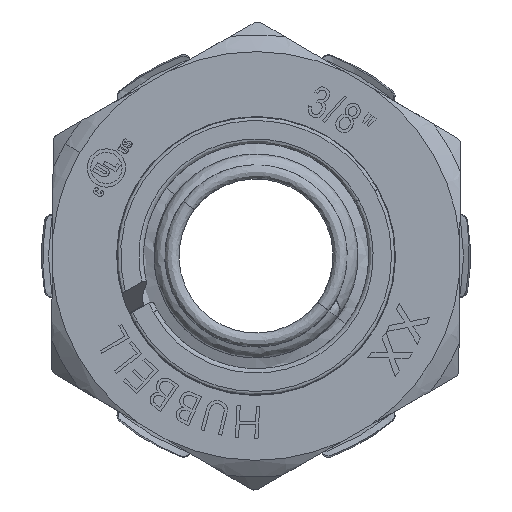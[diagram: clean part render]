
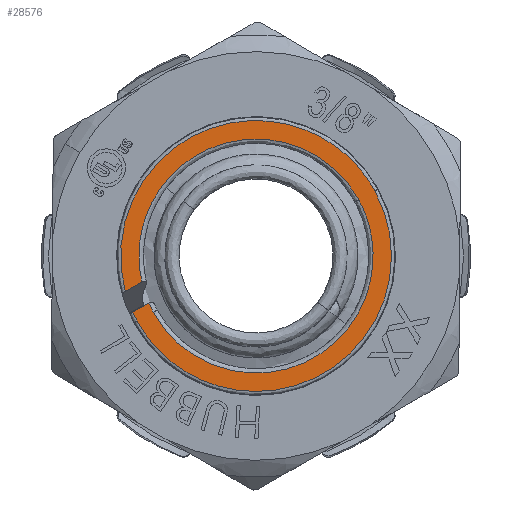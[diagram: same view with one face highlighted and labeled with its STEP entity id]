
A CAD part, left-side view. The second image highlights one B-rep face of the part: STEP entity #28576.
In plain terms, the highlighted planar face has unit normal (-1, 0, 0).
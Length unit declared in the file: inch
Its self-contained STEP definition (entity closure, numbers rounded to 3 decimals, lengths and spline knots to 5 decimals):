
#122 =( BOUNDED_CURVE ( )  B_SPLINE_CURVE ( 3, ( #28687, #24318, #2710, #33046 ),
 .UNSPECIFIED., .F., .F. ) 
 B_SPLINE_CURVE_WITH_KNOTS ( ( 4, 4 ),
 ( 0., 1. ),
 .UNSPECIFIED. ) 
 CURVE ( )  GEOMETRIC_REPRESENTATION_ITEM ( )  RATIONAL_B_SPLINE_CURVE ( ( 1., 0.333, 0.333, 1. ) ) 
 REPRESENTATION_ITEM ( '' )  );
#743 = VERTEX_POINT ( 'NONE', #27471 ) ;
#1034 = CARTESIAN_POINT ( 'NONE',  ( -0.0945, 0.70705, -0.35353 ) ) ;
#1142 = VERTEX_POINT ( 'NONE', #16275 ) ;
#2203 = ORIENTED_EDGE ( 'NONE', *, *, #18358, .F. ) ;
#2710 = CARTESIAN_POINT ( 'NONE',  ( -0.0945, 0.611, -0.3055 ) ) ;
#4520 = ORIENTED_EDGE ( 'NONE', *, *, #19570, .F. ) ;
#4586 = LINE ( 'NONE', #28467, #16138 ) ;
#5235 = CARTESIAN_POINT ( 'NONE',  ( -0.0945, 0., -0.35353 ) ) ;
#5556 = CARTESIAN_POINT ( 'NONE',  ( -0.0945, 0., -0.35353 ) ) ;
#7112 = CARTESIAN_POINT ( 'NONE',  ( -0.0945, 0., 0.35353 ) ) ;
#7695 = CARTESIAN_POINT ( 'NONE',  ( -0.0945, -0.47488, -0.3055 ) ) ;
#8270 = AXIS2_PLACEMENT_3D ( 'NONE', #46360, #20337, #50772 ) ;
#8602 = EDGE_CURVE ( 'NONE', #45891, #11740, #53743, .T. ) ;
#9479 = VERTEX_POINT ( 'NONE', #24805 ) ;
#9696 = ORIENTED_EDGE ( 'NONE', *, *, #44715, .F. ) ;
#11740 = VERTEX_POINT ( 'NONE', #17853 ) ;
#11839 = EDGE_LOOP ( 'NONE', ( #9696, #14627, #56149, #4520, #25341, #28934, #2203, #18842 ) ) ;
#12639 = CARTESIAN_POINT ( 'NONE',  ( -0.0945, -0.08306, 0.34363 ) ) ;
#13242 = CARTESIAN_POINT ( 'NONE',  ( -0.0945, 0., 0.35353 ) ) ;
#14295 = CARTESIAN_POINT ( 'NONE',  ( -0.0945, 0., 0.35353 ) ) ;
#14627 = ORIENTED_EDGE ( 'NONE', *, *, #8602, .F. ) ;
#16138 = VECTOR ( 'NONE', #54546, 39.37008 ) ;
#16275 = CARTESIAN_POINT ( 'NONE',  ( -0.0945, -0.02606, 0.30439 ) ) ;
#16388 = CARTESIAN_POINT ( 'NONE',  ( -0.0945, -0.54005, 0.16488 ) ) ;
#17594 = EDGE_CURVE ( 'NONE', #743, #24446, #4586, .T. ) ;
#17853 = CARTESIAN_POINT ( 'NONE',  ( -0.0945, -0.02606, 0.35257 ) ) ;
#18358 = EDGE_CURVE ( 'NONE', #23625, #9479, #122, .T. ) ;
#18842 = ORIENTED_EDGE ( 'NONE', *, *, #45782, .F. ) ;
#19570 = EDGE_CURVE ( 'NONE', #24446, #55697, #39028, .T. ) ;
#20193 = CARTESIAN_POINT ( 'NONE',  ( -0.0945, 0., -0.3055 ) ) ;
#20337 = DIRECTION ( 'NONE',  ( 1., 0., 0. ) ) ;
#20537 = CARTESIAN_POINT ( 'NONE',  ( -0.0945, -0.02606, 0.35257 ) ) ;
#20681 = EDGE_CURVE ( 'NONE', #9479, #743, #23685, .T. ) ;
#21914 = CARTESIAN_POINT ( 'NONE',  ( -0.0945, 0., 0.3055 ) ) ;
#22377 = CARTESIAN_POINT ( 'NONE',  ( -0.0945, -0.02606, 0. ) ) ;
#22855 =( BOUNDED_CURVE ( )  B_SPLINE_CURVE ( 3, ( #34863, #39066, #48026, #21914 ),
 .UNSPECIFIED., .F., .F. ) 
 B_SPLINE_CURVE_WITH_KNOTS ( ( 4, 4 ),
 ( 0., 1. ),
 .UNSPECIFIED. ) 
 CURVE ( )  GEOMETRIC_REPRESENTATION_ITEM ( )  RATIONAL_B_SPLINE_CURVE ( ( 1., 0.999, 0.999, 1. ) ) 
 REPRESENTATION_ITEM ( '' )  );
#23625 = VERTEX_POINT ( 'NONE', #25385 ) ;
#23685 =( BOUNDED_CURVE ( )  B_SPLINE_CURVE ( 3, ( #20193, #7695, #16388, #46785 ),
 .UNSPECIFIED., .F., .F. ) 
 B_SPLINE_CURVE_WITH_KNOTS ( ( 4, 4 ),
 ( 0., 1. ),
 .UNSPECIFIED. ) 
 CURVE ( )  GEOMETRIC_REPRESENTATION_ITEM ( )  RATIONAL_B_SPLINE_CURVE ( ( 1., 0.425, 0.425, 1. ) ) 
 REPRESENTATION_ITEM ( '' )  );
#24318 = CARTESIAN_POINT ( 'NONE',  ( -0.0945, 0.611, 0.3055 ) ) ;
#24446 = VERTEX_POINT ( 'NONE', #12639 ) ;
#24506 = PLANE ( 'NONE',  #8270 ) ;
#24805 = CARTESIAN_POINT ( 'NONE',  ( -0.0945, 0., -0.3055 ) ) ;
#25341 = ORIENTED_EDGE ( 'NONE', *, *, #17594, .F. ) ;
#25385 = CARTESIAN_POINT ( 'NONE',  ( -0.0945, 0., 0.3055 ) ) ;
#26741 = CARTESIAN_POINT ( 'NONE',  ( -0.0945, -0.56775, -0.35353 ) ) ;
#27471 = CARTESIAN_POINT ( 'NONE',  ( -0.0945, -0.08306, 0.29399 ) ) ;
#28467 = CARTESIAN_POINT ( 'NONE',  ( -0.0945, -0.08306, 0. ) ) ;
#28576 = ADVANCED_FACE ( 'NONE', ( #54700 ), #24506, .F. ) ;
#28687 = CARTESIAN_POINT ( 'NONE',  ( -0.0945, 0., 0.3055 ) ) ;
#28934 = ORIENTED_EDGE ( 'NONE', *, *, #20681, .F. ) ;
#31093 = LINE ( 'NONE', #22377, #54231 ) ;
#33046 = CARTESIAN_POINT ( 'NONE',  ( -0.0945, 0., -0.3055 ) ) ;
#34863 = CARTESIAN_POINT ( 'NONE',  ( -0.0945, -0.02606, 0.30439 ) ) ;
#35762 = EDGE_CURVE ( 'NONE', #55697, #45891, #55886, .T. ) ;
#35883 = CARTESIAN_POINT ( 'NONE',  ( -0.0945, -0.63492, 0.21024 ) ) ;
#37875 = CARTESIAN_POINT ( 'NONE',  ( -0.0945, -0.0087, 0.35353 ) ) ;
#39028 =( BOUNDED_CURVE ( )  B_SPLINE_CURVE ( 3, ( #40230, #35883, #26741, #44573 ),
 .UNSPECIFIED., .F., .F. ) 
 B_SPLINE_CURVE_WITH_KNOTS ( ( 4, 4 ),
 ( 0., 1. ),
 .UNSPECIFIED. ) 
 CURVE ( )  GEOMETRIC_REPRESENTATION_ITEM ( )  RATIONAL_B_SPLINE_CURVE ( ( 1., 0.412, 0.412, 1. ) ) 
 REPRESENTATION_ITEM ( '' )  );
#39066 = CARTESIAN_POINT ( 'NONE',  ( -0.0945, -0.01739, 0.30513 ) ) ;
#40230 = CARTESIAN_POINT ( 'NONE',  ( -0.0945, -0.08306, 0.34363 ) ) ;
#40301 = CARTESIAN_POINT ( 'NONE',  ( -0.0945, 0.70705, 0.35353 ) ) ;
#44573 = CARTESIAN_POINT ( 'NONE',  ( -0.0945, 0., -0.35353 ) ) ;
#44715 = EDGE_CURVE ( 'NONE', #11740, #1142, #31093, .T. ) ;
#45782 = EDGE_CURVE ( 'NONE', #1142, #23625, #22855, .T. ) ;
#45891 = VERTEX_POINT ( 'NONE', #13242 ) ;
#46360 = CARTESIAN_POINT ( 'NONE',  ( -0.0945, 0.3055, 0. ) ) ;
#46576 = CARTESIAN_POINT ( 'NONE',  ( -0.0945, -0.01739, 0.35321 ) ) ;
#46785 = CARTESIAN_POINT ( 'NONE',  ( -0.0945, -0.08306, 0.29399 ) ) ;
#48026 = CARTESIAN_POINT ( 'NONE',  ( -0.0945, -0.0087, 0.3055 ) ) ;
#50772 = DIRECTION ( 'NONE',  ( 0., 0., -1. ) ) ;
#52846 = DIRECTION ( 'NONE',  ( 0., 0., -1. ) ) ;
#53743 =( BOUNDED_CURVE ( )  B_SPLINE_CURVE ( 3, ( #7112, #37875, #46576, #20537 ),
 .UNSPECIFIED., .F., .F. ) 
 B_SPLINE_CURVE_WITH_KNOTS ( ( 4, 4 ),
 ( 0., 1. ),
 .UNSPECIFIED. ) 
 CURVE ( )  GEOMETRIC_REPRESENTATION_ITEM ( )  RATIONAL_B_SPLINE_CURVE ( ( 1., 1., 1., 1. ) ) 
 REPRESENTATION_ITEM ( '' )  );
#54231 = VECTOR ( 'NONE', #52846, 39.37008 ) ;
#54546 = DIRECTION ( 'NONE',  ( 0., 0., 1. ) ) ;
#54700 = FACE_OUTER_BOUND ( 'NONE', #11839, .T. ) ;
#55697 = VERTEX_POINT ( 'NONE', #5235 ) ;
#55886 =( BOUNDED_CURVE ( )  B_SPLINE_CURVE ( 3, ( #5556, #1034, #40301, #14295 ),
 .UNSPECIFIED., .F., .F. ) 
 B_SPLINE_CURVE_WITH_KNOTS ( ( 4, 4 ),
 ( 0., 1. ),
 .UNSPECIFIED. ) 
 CURVE ( )  GEOMETRIC_REPRESENTATION_ITEM ( )  RATIONAL_B_SPLINE_CURVE ( ( 1., 0.333, 0.333, 1. ) ) 
 REPRESENTATION_ITEM ( '' )  );
#56149 = ORIENTED_EDGE ( 'NONE', *, *, #35762, .F. ) ;
